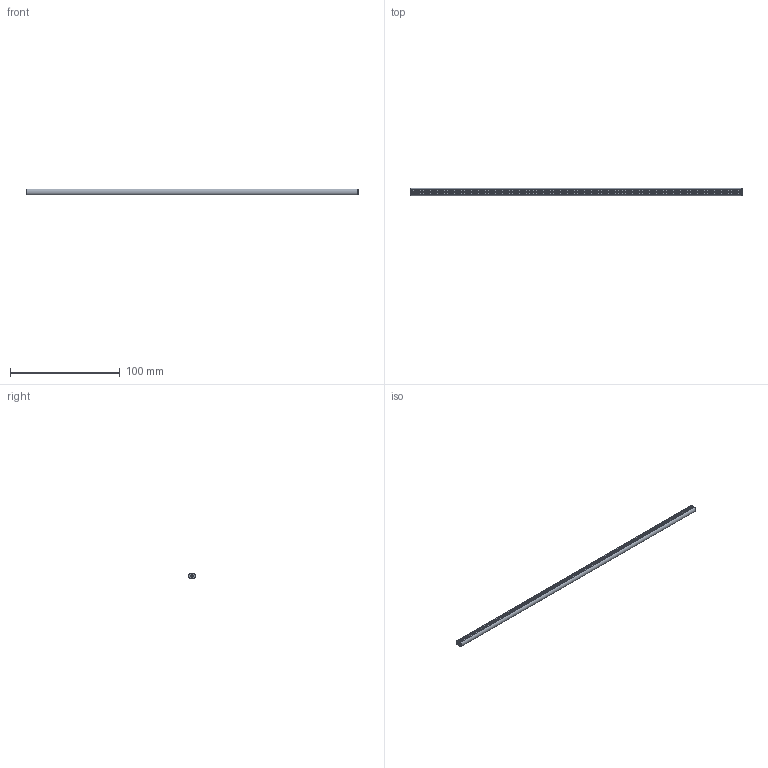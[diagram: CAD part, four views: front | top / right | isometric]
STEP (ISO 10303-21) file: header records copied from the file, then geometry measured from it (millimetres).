
FILE_DESCRIPTION(('FreeCAD Model'),'2;1');
FILE_NAME('Open CASCADE Shape Model','2024-06-18T17:26:59',(''),(''), 'Open CASCADE STEP processor 7.6','FreeCAD','Unknown');
FILE_SCHEMA(('AUTOMOTIVE_DESIGN { 1 0 10303 214 1 1 1 1 }'));
Length unit declared in the file: millimetre
Products named in the file (1): Shaft IDX BU24.25 - SPN-SFT-0217 (stemfie.org)
Bounding box: 303.12 x 6.6 x 5 mm (x, y, z)
Volume: 6919.1 mm3; surface area: 8696.6 mm2
Topology: 1 solids, 1 shells, 932 faces, 2901 edges, 1802 vertices
Faces by surface type: plane 318, cylinder 294, cone 198, extrusion 122
Full cylindrical faces by diameter (mm): 2 x292
Entity records: 33273 total; most frequent: CARTESIAN_POINT 6368, ORIENTED_EDGE 5802, DIRECTION 5591, EDGE_CURVE 2901, AXIS2_PLACEMENT_3D 2001, VERTEX_POINT 1802, VECTOR 1589, LINE 1467
